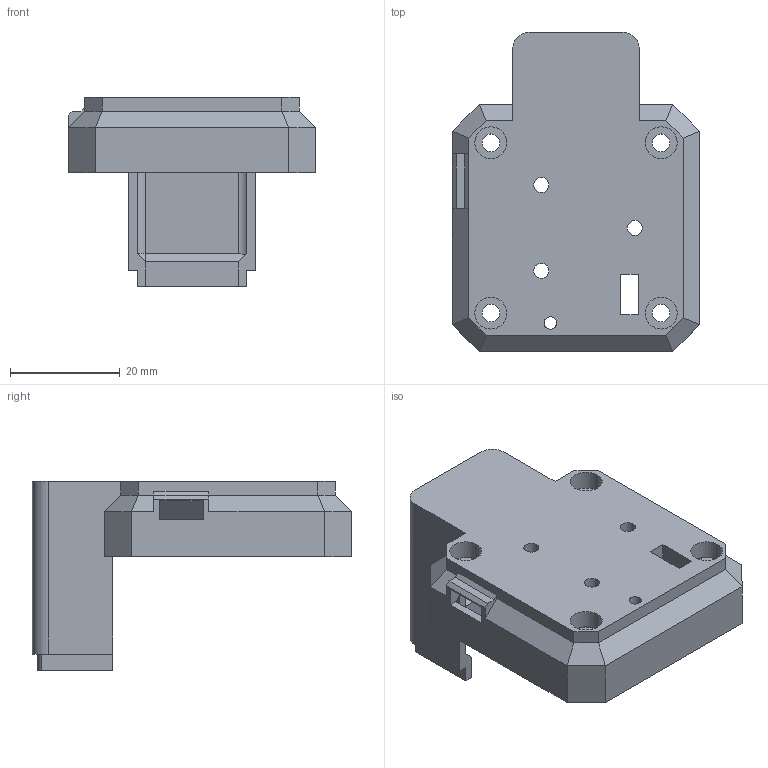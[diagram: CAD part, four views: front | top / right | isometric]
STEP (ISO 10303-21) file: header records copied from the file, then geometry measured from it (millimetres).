
FILE_DESCRIPTION (( 'STEP AP214' ), '1' );
FILE_NAME ('stepper_gripper_cover_CAMERA.STEP', '2026-01-11T20:33:26', ( '' ), ( '' ), 'SwSTEP 2.0', 'SolidWorks 2020', '' );
FILE_SCHEMA (( 'AUTOMOTIVE_DESIGN' ));
Length unit declared in the file: millimetre
Products named in the file (1): stepper_gripper_cover_CAMERA
Bounding box: 45 x 58.1 x 34.4 mm (x, y, z)
Volume: 11020.1 mm3; surface area: 11153.3 mm2
Topology: 1 solids, 1 shells, 132 faces, 344 edges, 216 vertices
Faces by surface type: plane 92, cylinder 39, cone 1
Entity records: 4063 total; most frequent: CARTESIAN_POINT 733, ORIENTED_EDGE 688, DIRECTION 674, EDGE_CURVE 344, VECTOR 256, LINE 256, VERTEX_POINT 216, AXIS2_PLACEMENT_3D 209
